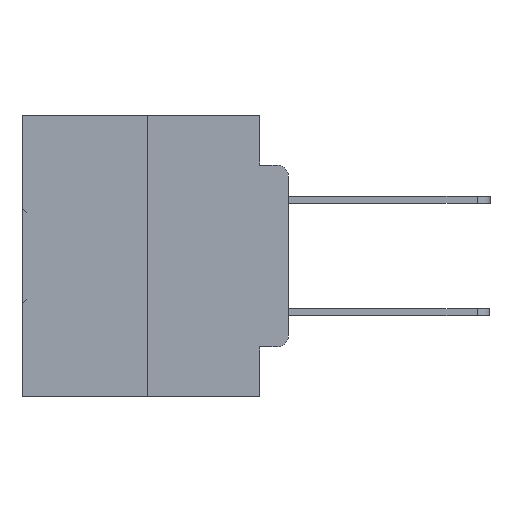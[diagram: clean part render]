
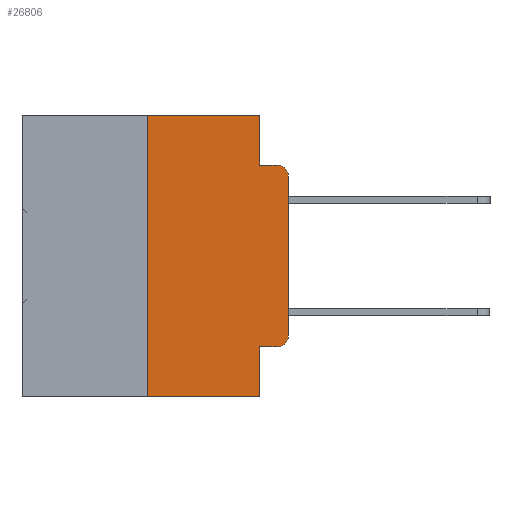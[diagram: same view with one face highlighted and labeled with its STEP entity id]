
A CAD part, left-side view. The second image highlights one B-rep face of the part: STEP entity #26806.
In plain terms, the highlighted planar face has unit normal (-1, 0, 0).
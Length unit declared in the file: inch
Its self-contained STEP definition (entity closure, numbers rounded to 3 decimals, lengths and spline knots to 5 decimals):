
#1173 = ORIENTED_EDGE ( 'NONE', *, *, #13590, .F. ) ;
#1606 = LINE ( 'NONE', #10842, #16100 ) ;
#2750 = FACE_OUTER_BOUND ( 'NONE', #26995, .T. ) ;
#2977 = CARTESIAN_POINT ( 'NONE',  ( 0., 0.051, -0.5 ) ) ;
#3918 = ORIENTED_EDGE ( 'NONE', *, *, #13870, .T. ) ;
#4742 = VECTOR ( 'NONE', #11519, 39.37008 ) ;
#5147 = VERTEX_POINT ( 'NONE', #2977 ) ;
#5485 = EDGE_CURVE ( 'NONE', #14778, #5147, #25214, .T. ) ;
#5795 = EDGE_CURVE ( 'NONE', #23013, #12993, #23100, .T. ) ;
#5859 = CARTESIAN_POINT ( 'NONE',  ( 0., 0.473, -0.5 ) ) ;
#6049 = CARTESIAN_POINT ( 'NONE',  ( 0., 0.051, 0. ) ) ;
#6220 = CARTESIAN_POINT ( 'NONE',  ( 0., 0.051, 0. ) ) ;
#6618 = EDGE_CURVE ( 'NONE', #15806, #5147, #28093, .T. ) ;
#6988 = VERTEX_POINT ( 'NONE', #26695 ) ;
#7348 = CARTESIAN_POINT ( 'NONE',  ( 0., 0.02, -0.3915 ) ) ;
#7785 = VECTOR ( 'NONE', #34152, 39.37008 ) ;
#8179 = CARTESIAN_POINT ( 'NONE',  ( 0., 0.02, -0.4115 ) ) ;
#8297 = CARTESIAN_POINT ( 'NONE',  ( 0., 0.473, 0. ) ) ;
#8825 = CARTESIAN_POINT ( 'NONE',  ( 0., 0.051, 0. ) ) ;
#9070 = DIRECTION ( 'NONE',  ( 0., 0., 1. ) ) ;
#9112 = CARTESIAN_POINT ( 'NONE',  ( 0., 0.051, -0.0885 ) ) ;
#9220 = VECTOR ( 'NONE', #9070, 39.37008 ) ;
#9468 = ORIENTED_EDGE ( 'NONE', *, *, #28208, .T. ) ;
#9924 = VECTOR ( 'NONE', #28945, 39.37008 ) ;
#9978 = CARTESIAN_POINT ( 'NONE',  ( 0., 0.051, -0.4115 ) ) ;
#10068 = DIRECTION ( 'NONE',  ( 0., 0., -1. ) ) ;
#10090 = AXIS2_PLACEMENT_3D ( 'NONE', #7348, #26318, #10068 ) ;
#10466 = CARTESIAN_POINT ( 'NONE',  ( 0., 0., -0.1085 ) ) ;
#10842 = CARTESIAN_POINT ( 'NONE',  ( 0., 0.051, -0.0885 ) ) ;
#10871 = CIRCLE ( 'NONE', #28835, 0.02 ) ;
#10981 = DIRECTION ( 'NONE',  ( 0., 0., -1. ) ) ;
#11519 = DIRECTION ( 'NONE',  ( 0., 0., -1. ) ) ;
#11625 = DIRECTION ( 'NONE',  ( -1., 0., 0. ) ) ;
#12993 = VERTEX_POINT ( 'NONE', #6220 ) ;
#13020 = EDGE_CURVE ( 'NONE', #14778, #23013, #30809, .T. ) ;
#13590 = EDGE_CURVE ( 'NONE', #12993, #23577, #27390, .T. ) ;
#13598 = DIRECTION ( 'NONE',  ( 0., -1., 0. ) ) ;
#13870 = EDGE_CURVE ( 'NONE', #34575, #33662, #25274, .T. ) ;
#14417 = ORIENTED_EDGE ( 'NONE', *, *, #17147, .F. ) ;
#14778 = VERTEX_POINT ( 'NONE', #33127 ) ;
#15790 = ORIENTED_EDGE ( 'NONE', *, *, #5485, .T. ) ;
#15806 = VERTEX_POINT ( 'NONE', #29569 ) ;
#16100 = VECTOR ( 'NONE', #13598, 39.37008 ) ;
#17147 = EDGE_CURVE ( 'NONE', #23577, #6988, #1606, .T. ) ;
#17331 = CARTESIAN_POINT ( 'NONE',  ( 0., 0., 0. ) ) ;
#17384 = CARTESIAN_POINT ( 'NONE',  ( 0., 0.25, 0. ) ) ;
#19364 = VECTOR ( 'NONE', #19604, 39.37008 ) ;
#19604 = DIRECTION ( 'NONE',  ( 0., 0., -1. ) ) ;
#19889 = CARTESIAN_POINT ( 'NONE',  ( 0., 0.25, 0. ) ) ;
#19966 = ORIENTED_EDGE ( 'NONE', *, *, #20937, .T. ) ;
#20937 = EDGE_CURVE ( 'NONE', #33662, #26034, #22706, .T. ) ;
#21166 = DIRECTION ( 'NONE',  ( 0., -1., 0. ) ) ;
#22685 = LINE ( 'NONE', #9978, #9924 ) ;
#22706 = LINE ( 'NONE', #17331, #27313 ) ;
#22925 = ORIENTED_EDGE ( 'NONE', *, *, #13020, .F. ) ;
#23013 = VERTEX_POINT ( 'NONE', #17384 ) ;
#23100 = LINE ( 'NONE', #34158, #7785 ) ;
#23577 = VERTEX_POINT ( 'NONE', #9112 ) ;
#24590 = ORIENTED_EDGE ( 'NONE', *, *, #6618, .F. ) ;
#25214 = LINE ( 'NONE', #5859, #31503 ) ;
#25274 = CIRCLE ( 'NONE', #10090, 0.02 ) ;
#25452 = ORIENTED_EDGE ( 'NONE', *, *, #26336, .T. ) ;
#25925 = CARTESIAN_POINT ( 'NONE',  ( 0., 0., -0.3915 ) ) ;
#26034 = VERTEX_POINT ( 'NONE', #10466 ) ;
#26318 = DIRECTION ( 'NONE',  ( -1., 0., 0. ) ) ;
#26336 = EDGE_CURVE ( 'NONE', #26034, #6988, #10871, .T. ) ;
#26695 = CARTESIAN_POINT ( 'NONE',  ( 0., 0.02, -0.0885 ) ) ;
#26806 = ADVANCED_FACE ( 'NONE', ( #2750 ), #32497, .F. ) ;
#26995 = EDGE_LOOP ( 'NONE', ( #19966, #25452, #14417, #1173, #34559, #22925, #15790, #24590, #9468, #3918 ) ) ;
#27243 = DIRECTION ( 'NONE',  ( 1., 0., 0. ) ) ;
#27313 = VECTOR ( 'NONE', #33395, 39.37008 ) ;
#27390 = LINE ( 'NONE', #6049, #19364 ) ;
#27879 = CARTESIAN_POINT ( 'NONE',  ( 0., 0.02, -0.1085 ) ) ;
#28093 = LINE ( 'NONE', #8825, #4742 ) ;
#28208 = EDGE_CURVE ( 'NONE', #15806, #34575, #22685, .T. ) ;
#28835 = AXIS2_PLACEMENT_3D ( 'NONE', #27879, #11625, #30584 ) ;
#28945 = DIRECTION ( 'NONE',  ( 0., -1., 0. ) ) ;
#29569 = CARTESIAN_POINT ( 'NONE',  ( 0., 0.051, -0.4115 ) ) ;
#30584 = DIRECTION ( 'NONE',  ( 0., 0., -1. ) ) ;
#30809 = LINE ( 'NONE', #19889, #9220 ) ;
#31087 = AXIS2_PLACEMENT_3D ( 'NONE', #8297, #27243, #10981 ) ;
#31503 = VECTOR ( 'NONE', #21166, 39.37008 ) ;
#32497 = PLANE ( 'NONE',  #31087 ) ;
#33127 = CARTESIAN_POINT ( 'NONE',  ( 0., 0.25, -0.5 ) ) ;
#33395 = DIRECTION ( 'NONE',  ( 0., 0., 1. ) ) ;
#33662 = VERTEX_POINT ( 'NONE', #25925 ) ;
#34152 = DIRECTION ( 'NONE',  ( 0., -1., 0. ) ) ;
#34158 = CARTESIAN_POINT ( 'NONE',  ( 0., 0.473, 0. ) ) ;
#34559 = ORIENTED_EDGE ( 'NONE', *, *, #5795, .F. ) ;
#34575 = VERTEX_POINT ( 'NONE', #8179 ) ;
